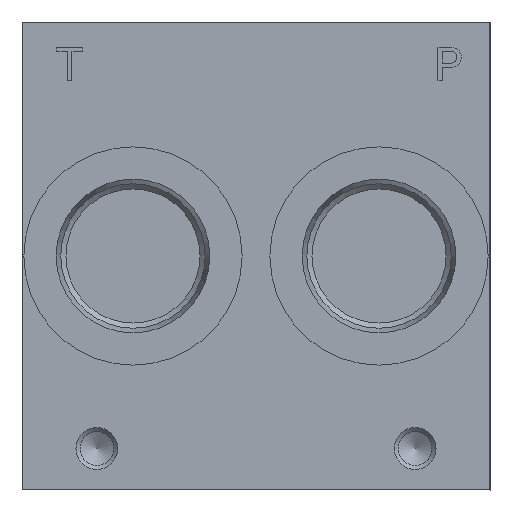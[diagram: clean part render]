
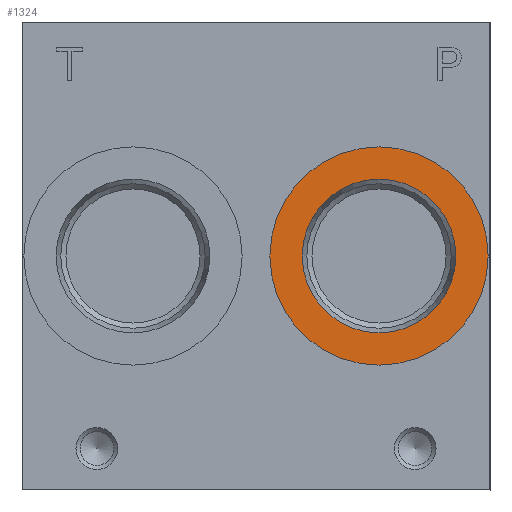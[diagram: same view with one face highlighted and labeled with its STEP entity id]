
A CAD part, left-side view. The second image highlights one B-rep face of the part: STEP entity #1324.
In plain terms, the highlighted planar face has unit normal (-1, 0, 0).
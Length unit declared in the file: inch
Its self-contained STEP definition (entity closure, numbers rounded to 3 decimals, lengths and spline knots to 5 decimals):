
#1324 = ADVANCED_FACE( '', ( #2920, #2921 ), #2922, .T. );
#2920 = FACE_BOUND( '', #4610, .T. );
#2921 = FACE_OUTER_BOUND( '', #4611, .T. );
#2922 = PLANE( '', #4612 );
#4610 = EDGE_LOOP( '', ( #8191 ) );
#4611 = EDGE_LOOP( '', ( #8192 ) );
#4612 = AXIS2_PLACEMENT_3D( '', #8193, #8194, #8195 );
#8191 = ORIENTED_EDGE( '', *, *, #8958, .T. );
#8192 = ORIENTED_EDGE( '', *, *, #8802, .F. );
#8193 = CARTESIAN_POINT( '', ( 0.031, 1.646, 1.75 ) );
#8194 = DIRECTION( '', ( -1., 0., 0. ) );
#8195 = DIRECTION( '', ( 0., 0., 1. ) );
#8802 = EDGE_CURVE( '', #10306, #10306, #10307, .T. );
#8958 = EDGE_CURVE( '', #10578, #10578, #10579, .T. );
#10306 = VERTEX_POINT( '', #12497 );
#10307 = CIRCLE( '', #12498, 0.816 );
#10578 = VERTEX_POINT( '', #12853 );
#10579 = CIRCLE( '', #12854, 0.5745 );
#12497 = CARTESIAN_POINT( '', ( 0.031, 0.83, 0.934 ) );
#12498 = AXIS2_PLACEMENT_3D( '', #15391, #15392, #15393 );
#12853 = CARTESIAN_POINT( '', ( 0.031, 0.83, 1.1755 ) );
#12854 = AXIS2_PLACEMENT_3D( '', #15592, #15593, #15594 );
#15391 = CARTESIAN_POINT( '', ( 0.031, 0.83, 1.75 ) );
#15392 = DIRECTION( '', ( 1., 0., 0. ) );
#15393 = DIRECTION( '', ( 0., 0., -1. ) );
#15592 = CARTESIAN_POINT( '', ( 0.031, 0.83, 1.75 ) );
#15593 = DIRECTION( '', ( 1., 0., 0. ) );
#15594 = DIRECTION( '', ( 0., 0., -1. ) );
